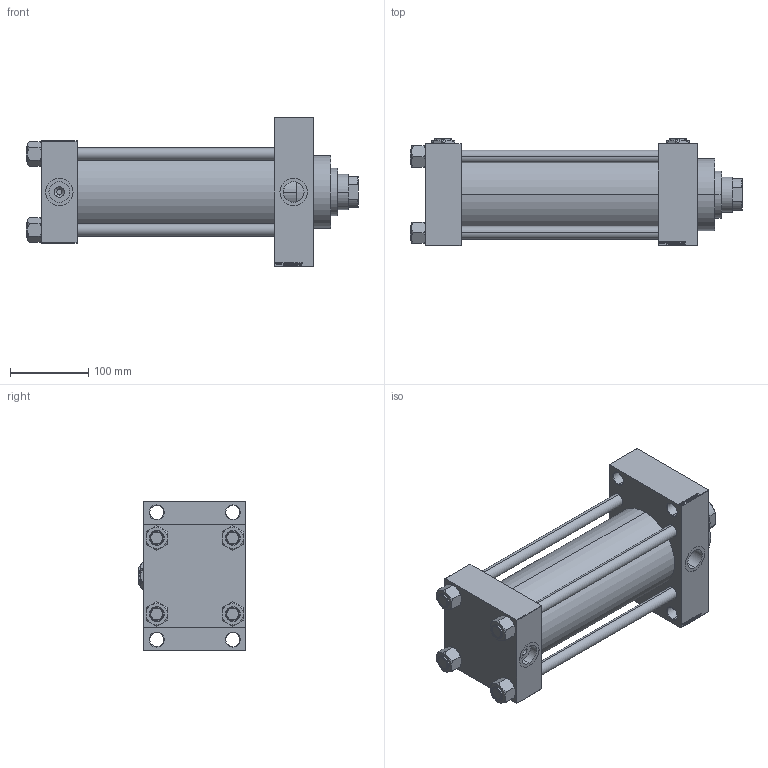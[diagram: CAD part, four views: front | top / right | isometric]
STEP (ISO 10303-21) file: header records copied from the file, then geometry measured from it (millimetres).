
FILE_DESCRIPTION (( 'STEP AP203' ), '1' );
FILE_NAME ('ec1a.STEP', '2022-09-06T06:59:28', ( '' ), ( '' ), 'SwSTEP 2.0', 'SolidWorks 2019', '' );
FILE_SCHEMA (( 'CONFIG_CONTROL_DESIGN' ));
Length unit declared in the file: millimetre
Products named in the file (7): V215CD_D_Body 88d19eeefacd2d7a5046c908dd2a05b6; V215CD_VCP_D 88d19eeefacd2d7a5046c908dd2a05b6; V215CD_VC_A 88d19eeefacd2d7a5046c908dd2a05b6; V215CD_NUT_M5_D 88d19eeefacd2d7a5046c908dd2a05b6; V215CD_D_TYCINKA 88d19eeefacd2d7a5046c908dd2a05b6; Zatka_pro_OIL_PORT 88d19eeefacd2d7a5046c908dd2a05b6; ec1a
Assembly tree (13 placements, depth 2):
  ec1a
    V215CD_D_Body 88d19eeefacd2d7a5046c908dd2a05b6
    V215CD_VC_A 88d19eeefacd2d7a5046c908dd2a05b6
    V215CD_VCP_D 88d19eeefacd2d7a5046c908dd2a05b6
    V215CD_D_TYCINKA 88d19eeefacd2d7a5046c908dd2a05b6  x4
    V215CD_NUT_M5_D 88d19eeefacd2d7a5046c908dd2a05b6  x4
    Zatka_pro_OIL_PORT 88d19eeefacd2d7a5046c908dd2a05b6  x2
Bounding box: 423 x 137 x 190 mm (x, y, z)
Volume: 3197915 mm3; surface area: 537285.9 mm2
Topology: 13 solids, 13 shells, 1261 faces, 3152 edges, 2035 vertices
Faces by surface type: plane 595, bspline 368, cone 186, cylinder 104, torus 8
Entity records: 50003 total; most frequent: CARTESIAN_POINT 25893, ORIENTED_EDGE 5376, DIRECTION 3576, EDGE_CURVE 2688, VERTEX_POINT 1755, VECTOR 1576, LINE 1576, EDGE_LOOP 1203
